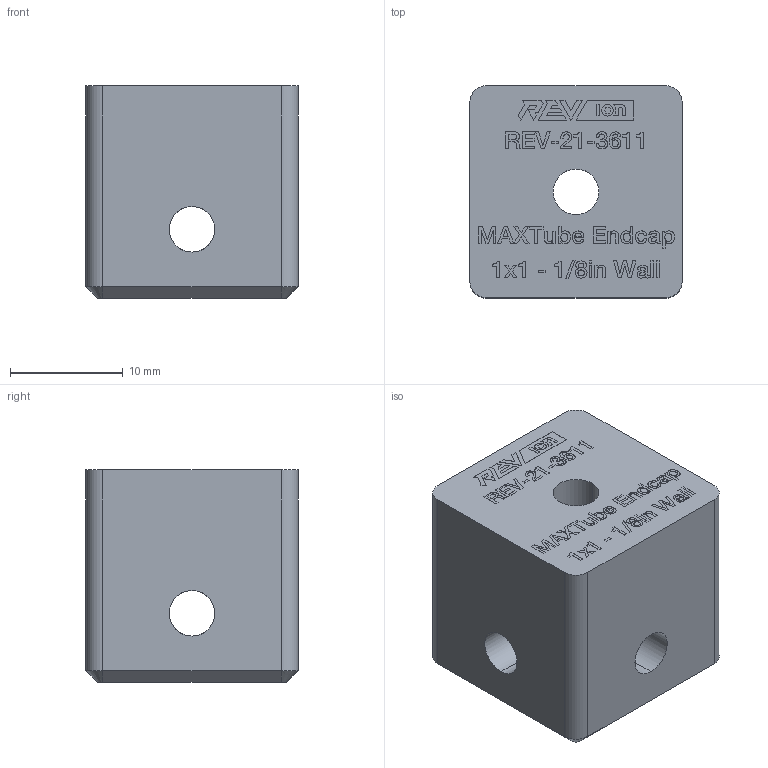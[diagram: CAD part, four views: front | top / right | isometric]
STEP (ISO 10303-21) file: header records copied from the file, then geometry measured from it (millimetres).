
FILE_DESCRIPTION (( 'STEP AP203' ), '1' );
FILE_NAME ('REV-21-3611.STEP', '2024-12-09T23:52:41', ( '' ), ( '' ), 'SwSTEP 2.0', 'SolidWorks 2022', '' );
FILE_SCHEMA (( 'CONFIG_CONTROL_DESIGN' ));
Length unit declared in the file: inch
Products named in the file (1): REV-21-3611
Bounding box: 18.8 x 18.8 x 18.8 mm (x, y, z)
Volume: 4542 mm3; surface area: 2676.7 mm2
Topology: 1 solids, 1 shells, 620 faces, 1673 edges, 1110 vertices
Faces by surface type: plane 456, bspline 142, cylinder 18, cone 4
Entity records: 27168 total; most frequent: CARTESIAN_POINT 12442, ORIENTED_EDGE 3346, DIRECTION 2371, EDGE_CURVE 1673, VECTOR 1349, LINE 1349, VERTEX_POINT 1110, EDGE_LOOP 685
